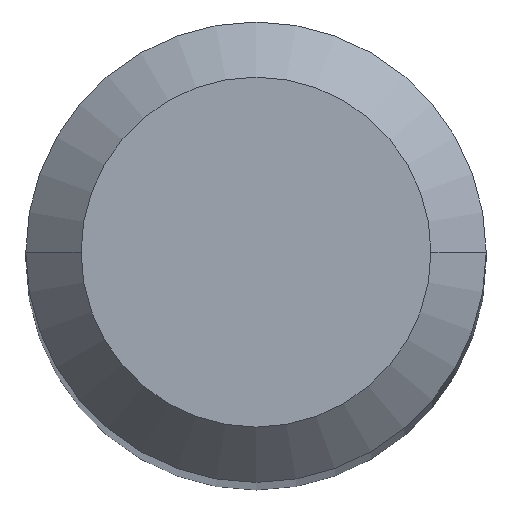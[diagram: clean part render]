
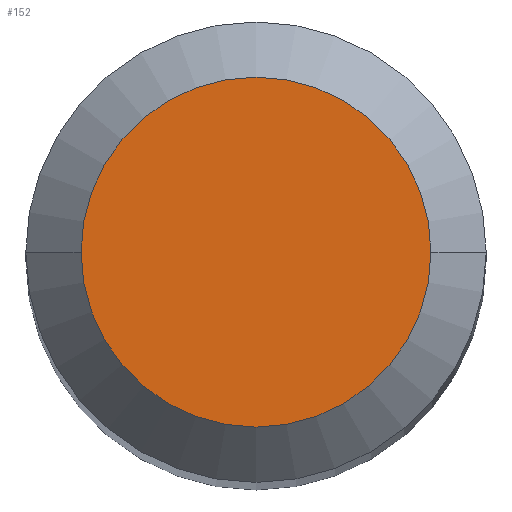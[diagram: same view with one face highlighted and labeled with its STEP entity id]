
A CAD part, top view. The second image highlights one B-rep face of the part: STEP entity #152.
In plain terms, the highlighted planar face has unit normal (0, 0, 1).
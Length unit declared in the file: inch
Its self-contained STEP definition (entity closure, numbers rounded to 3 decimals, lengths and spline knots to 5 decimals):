
#2 = AXIS2_PLACEMENT_3D ( 'NONE', #218, #237, #110 ) ;
#14 = DIRECTION ( 'NONE',  ( 0., 0., 1. ) ) ;
#48 = AXIS2_PLACEMENT_3D ( 'NONE', #94, #14, #63 ) ;
#58 = DIRECTION ( 'NONE',  ( 1., 0., 0. ) ) ;
#63 = DIRECTION ( 'NONE',  ( 1., 0., 0. ) ) ;
#78 = CIRCLE ( 'NONE', #48, 0.0475 ) ;
#81 = CARTESIAN_POINT ( 'NONE',  ( 0., 0., 1.5 ) ) ;
#86 = FACE_OUTER_BOUND ( 'NONE', #212, .T. ) ;
#94 = CARTESIAN_POINT ( 'NONE',  ( 0., 0., 1.5 ) ) ;
#110 = DIRECTION ( 'NONE',  ( 1., 0., 0. ) ) ;
#113 = CARTESIAN_POINT ( 'NONE',  ( 0.0475, 0., 1.5 ) ) ;
#122 = ORIENTED_EDGE ( 'NONE', *, *, #254, .T. ) ;
#126 = CIRCLE ( 'NONE', #2, 0.0475 ) ;
#128 = DIRECTION ( 'NONE',  ( 0., 0., 1. ) ) ;
#139 = CARTESIAN_POINT ( 'NONE',  ( -0.0475, 0., 1.5 ) ) ;
#152 = ADVANCED_FACE ( 'NONE', ( #86 ), #288, .T. ) ;
#180 = EDGE_CURVE ( 'NONE', #275, #265, #126, .T. ) ;
#188 = AXIS2_PLACEMENT_3D ( 'NONE', #81, #128, #58 ) ;
#212 = EDGE_LOOP ( 'NONE', ( #228, #122 ) ) ;
#218 = CARTESIAN_POINT ( 'NONE',  ( 0., 0., 1.5 ) ) ;
#228 = ORIENTED_EDGE ( 'NONE', *, *, #180, .T. ) ;
#237 = DIRECTION ( 'NONE',  ( 0., 0., 1. ) ) ;
#254 = EDGE_CURVE ( 'NONE', #265, #275, #78, .T. ) ;
#265 = VERTEX_POINT ( 'NONE', #113 ) ;
#275 = VERTEX_POINT ( 'NONE', #139 ) ;
#288 = PLANE ( 'NONE',  #188 ) ;
